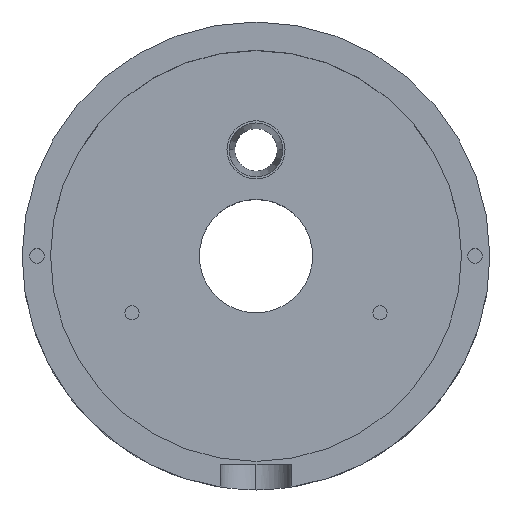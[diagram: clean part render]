
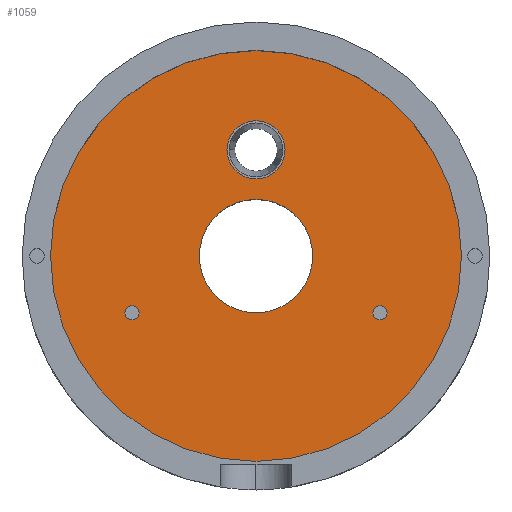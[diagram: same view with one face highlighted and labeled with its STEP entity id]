
A CAD part, top view. The second image highlights one B-rep face of the part: STEP entity #1059.
In plain terms, the highlighted planar face has unit normal (0, 0, 1).
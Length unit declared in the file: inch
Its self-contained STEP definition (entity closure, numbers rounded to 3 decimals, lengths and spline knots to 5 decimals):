
#4 = CIRCLE ( 'NONE', #602, 0.31496 ) ;
#6 = DIRECTION ( 'NONE',  ( 1., 0., 0. ) ) ;
#11 = CARTESIAN_POINT ( 'NONE',  ( 0., 0.59055, -0.75 ) ) ;
#17 = ORIENTED_EDGE ( 'NONE', *, *, #1436, .F. ) ;
#20 = CARTESIAN_POINT ( 'NONE',  ( 0.64961, -0.31496, -0.75 ) ) ;
#24 = VERTEX_POINT ( 'NONE', #326 ) ;
#98 = EDGE_CURVE ( 'NONE', #1258, #251, #1459, .T. ) ;
#109 = FACE_BOUND ( 'NONE', #773, .T. ) ;
#160 = VERTEX_POINT ( 'NONE', #579 ) ;
#169 = AXIS2_PLACEMENT_3D ( 'NONE', #11, #917, #1064 ) ;
#204 = AXIS2_PLACEMENT_3D ( 'NONE', #966, #598, #1284 ) ;
#208 = EDGE_CURVE ( 'NONE', #24, #1140, #4, .T. ) ;
#226 = CARTESIAN_POINT ( 'NONE',  ( -0.68898, -0.31496, -0.75 ) ) ;
#251 = VERTEX_POINT ( 'NONE', #1153 ) ;
#257 = DIRECTION ( 'NONE',  ( 0., 0., 1. ) ) ;
#258 = AXIS2_PLACEMENT_3D ( 'NONE', #601, #257, #577 ) ;
#269 = DIRECTION ( 'NONE',  ( 1., 0., 0. ) ) ;
#281 = CARTESIAN_POINT ( 'NONE',  ( -0.64961, -0.31496, -0.75 ) ) ;
#326 = CARTESIAN_POINT ( 'NONE',  ( 0.31496, 0., -0.75 ) ) ;
#327 = DIRECTION ( 'NONE',  ( 0., 0., 1. ) ) ;
#342 = CARTESIAN_POINT ( 'NONE',  ( 0., 0., -0.75 ) ) ;
#350 = CIRCLE ( 'NONE', #258, 0.16142 ) ;
#369 = VERTEX_POINT ( 'NONE', #1192 ) ;
#388 = CARTESIAN_POINT ( 'NONE',  ( 0., 0., -0.75 ) ) ;
#390 = ORIENTED_EDGE ( 'NONE', *, *, #98, .F. ) ;
#398 = ORIENTED_EDGE ( 'NONE', *, *, #1412, .F. ) ;
#404 = AXIS2_PLACEMENT_3D ( 'NONE', #342, #327, #783 ) ;
#411 = EDGE_CURVE ( 'NONE', #160, #857, #1256, .T. ) ;
#451 = PLANE ( 'NONE',  #404 ) ;
#510 = ORIENTED_EDGE ( 'NONE', *, *, #1040, .F. ) ;
#561 = FACE_BOUND ( 'NONE', #605, .T. ) ;
#577 = DIRECTION ( 'NONE',  ( 1., 0., 0. ) ) ;
#578 = DIRECTION ( 'NONE',  ( 0., 0., 1. ) ) ;
#579 = CARTESIAN_POINT ( 'NONE',  ( -1.14173, 0., -0.75 ) ) ;
#598 = DIRECTION ( 'NONE',  ( 0., 0., 1. ) ) ;
#601 = CARTESIAN_POINT ( 'NONE',  ( 0., 0.59055, -0.75 ) ) ;
#602 = AXIS2_PLACEMENT_3D ( 'NONE', #623, #1250, #6 ) ;
#605 = EDGE_LOOP ( 'NONE', ( #398, #510 ) ) ;
#623 = CARTESIAN_POINT ( 'NONE',  ( 0., 0., -0.75 ) ) ;
#680 = DIRECTION ( 'NONE',  ( 0., 0., 1. ) ) ;
#693 = CARTESIAN_POINT ( 'NONE',  ( 0.68898, -0.31496, -0.75 ) ) ;
#745 = CARTESIAN_POINT ( 'NONE',  ( 0., 0., -0.75 ) ) ;
#764 = AXIS2_PLACEMENT_3D ( 'NONE', #821, #1379, #1285 ) ;
#773 = EDGE_LOOP ( 'NONE', ( #17, #390 ) ) ;
#783 = DIRECTION ( 'NONE',  ( 1., 0., 0. ) ) ;
#791 = EDGE_CURVE ( 'NONE', #369, #1269, #350, .T. ) ;
#803 = CARTESIAN_POINT ( 'NONE',  ( -0.16142, 0.59055, -0.75 ) ) ;
#805 = AXIS2_PLACEMENT_3D ( 'NONE', #693, #680, #1191 ) ;
#809 = CIRCLE ( 'NONE', #169, 0.16142 ) ;
#816 = ORIENTED_EDGE ( 'NONE', *, *, #411, .T. ) ;
#821 = CARTESIAN_POINT ( 'NONE',  ( 0., 0., -0.75 ) ) ;
#828 = CARTESIAN_POINT ( 'NONE',  ( -0.31496, 0., -0.75 ) ) ;
#842 = AXIS2_PLACEMENT_3D ( 'NONE', #1079, #865, #1094 ) ;
#850 = DIRECTION ( 'NONE',  ( 1., 0., 0. ) ) ;
#857 = VERTEX_POINT ( 'NONE', #945 ) ;
#865 = DIRECTION ( 'NONE',  ( 0., 0., 1. ) ) ;
#871 = ORIENTED_EDGE ( 'NONE', *, *, #1253, .F. ) ;
#883 = ORIENTED_EDGE ( 'NONE', *, *, #208, .F. ) ;
#917 = DIRECTION ( 'NONE',  ( 0., 0., 1. ) ) ;
#945 = CARTESIAN_POINT ( 'NONE',  ( 1.14173, 0., -0.75 ) ) ;
#964 = ORIENTED_EDGE ( 'NONE', *, *, #1266, .T. ) ;
#966 = CARTESIAN_POINT ( 'NONE',  ( 0.68898, -0.31496, -0.75 ) ) ;
#970 = DIRECTION ( 'NONE',  ( 0., 0., 1. ) ) ;
#974 = VERTEX_POINT ( 'NONE', #281 ) ;
#986 = EDGE_CURVE ( 'NONE', #1140, #24, #1006, .T. ) ;
#1006 = CIRCLE ( 'NONE', #1106, 0.31496 ) ;
#1031 = FACE_BOUND ( 'NONE', #1084, .T. ) ;
#1040 = EDGE_CURVE ( 'NONE', #1414, #974, #1359, .T. ) ;
#1059 = ADVANCED_FACE ( 'NONE', ( #109, #561, #1031, #1358, #1490 ), #451, .T. ) ;
#1062 = ORIENTED_EDGE ( 'NONE', *, *, #791, .F. ) ;
#1064 = DIRECTION ( 'NONE',  ( 1., 0., 0. ) ) ;
#1069 = CIRCLE ( 'NONE', #842, 0.03937 ) ;
#1070 = EDGE_LOOP ( 'NONE', ( #964, #816 ) ) ;
#1079 = CARTESIAN_POINT ( 'NONE',  ( -0.68898, -0.31496, -0.75 ) ) ;
#1084 = EDGE_LOOP ( 'NONE', ( #1062, #871 ) ) ;
#1094 = DIRECTION ( 'NONE',  ( -1., 0., 0. ) ) ;
#1106 = AXIS2_PLACEMENT_3D ( 'NONE', #745, #970, #850 ) ;
#1140 = VERTEX_POINT ( 'NONE', #828 ) ;
#1153 = CARTESIAN_POINT ( 'NONE',  ( 0.72835, -0.31496, -0.75 ) ) ;
#1191 = DIRECTION ( 'NONE',  ( 1., 0., 0. ) ) ;
#1192 = CARTESIAN_POINT ( 'NONE',  ( 0.16142, 0.59055, -0.75 ) ) ;
#1242 = DIRECTION ( 'NONE',  ( 0., 0., 1. ) ) ;
#1250 = DIRECTION ( 'NONE',  ( 0., 0., 1. ) ) ;
#1253 = EDGE_CURVE ( 'NONE', #1269, #369, #809, .T. ) ;
#1255 = CIRCLE ( 'NONE', #204, 0.03937 ) ;
#1256 = CIRCLE ( 'NONE', #1410, 1.14173 ) ;
#1258 = VERTEX_POINT ( 'NONE', #20 ) ;
#1266 = EDGE_CURVE ( 'NONE', #857, #160, #1413, .T. ) ;
#1269 = VERTEX_POINT ( 'NONE', #803 ) ;
#1284 = DIRECTION ( 'NONE',  ( 1., 0., 0. ) ) ;
#1285 = DIRECTION ( 'NONE',  ( 1., 0., 0. ) ) ;
#1296 = AXIS2_PLACEMENT_3D ( 'NONE', #226, #1242, #1465 ) ;
#1334 = CARTESIAN_POINT ( 'NONE',  ( -0.72835, -0.31496, -0.75 ) ) ;
#1344 = ORIENTED_EDGE ( 'NONE', *, *, #986, .F. ) ;
#1358 = FACE_BOUND ( 'NONE', #1478, .T. ) ;
#1359 = CIRCLE ( 'NONE', #1296, 0.03937 ) ;
#1379 = DIRECTION ( 'NONE',  ( 0., 0., 1. ) ) ;
#1410 = AXIS2_PLACEMENT_3D ( 'NONE', #388, #578, #269 ) ;
#1412 = EDGE_CURVE ( 'NONE', #974, #1414, #1069, .T. ) ;
#1413 = CIRCLE ( 'NONE', #764, 1.14173 ) ;
#1414 = VERTEX_POINT ( 'NONE', #1334 ) ;
#1436 = EDGE_CURVE ( 'NONE', #251, #1258, #1255, .T. ) ;
#1459 = CIRCLE ( 'NONE', #805, 0.03937 ) ;
#1465 = DIRECTION ( 'NONE',  ( -1., 0., 0. ) ) ;
#1478 = EDGE_LOOP ( 'NONE', ( #1344, #883 ) ) ;
#1490 = FACE_OUTER_BOUND ( 'NONE', #1070, .T. ) ;
